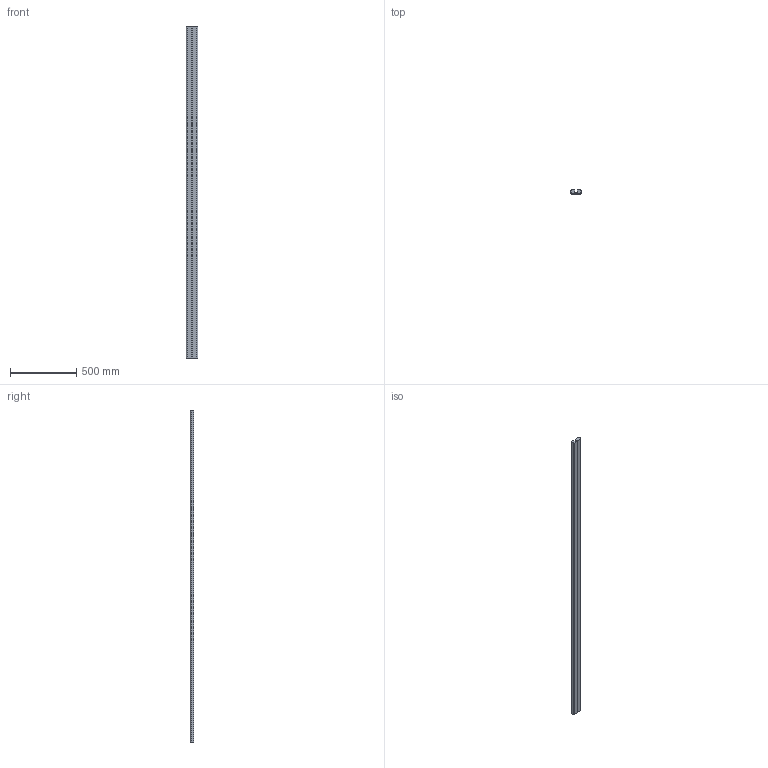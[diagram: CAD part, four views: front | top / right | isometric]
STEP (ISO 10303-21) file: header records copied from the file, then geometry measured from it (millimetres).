
FILE_DESCRIPTION(('STEP AP203'),'1');
FILE_NAME('rail_gd20wv-2500.stp','2015-11-01T15:28:47',('TraceParts'),('TraceParts S.A.'),'Spatial InterOp 3D',' ',' ');
FILE_SCHEMA(('CONFIG_CONTROL_DESIGN'));
Length unit declared in the file: millimetre
Products named in the file (1): 1
Bounding box: 90 x 30 x 2500 mm (x, y, z)
Volume: 5254413 mm3; surface area: 646343.9 mm2
Topology: 1 solids, 1 shells, 36 faces, 102 edges, 68 vertices
Faces by surface type: plane 24, cylinder 12
Entity records: 1214 total; most frequent: CARTESIAN_POINT 207, ORIENTED_EDGE 204, DIRECTION 200, EDGE_CURVE 102, LINE 78, VECTOR 78, VERTEX_POINT 68, AXIS2_PLACEMENT_3D 61
